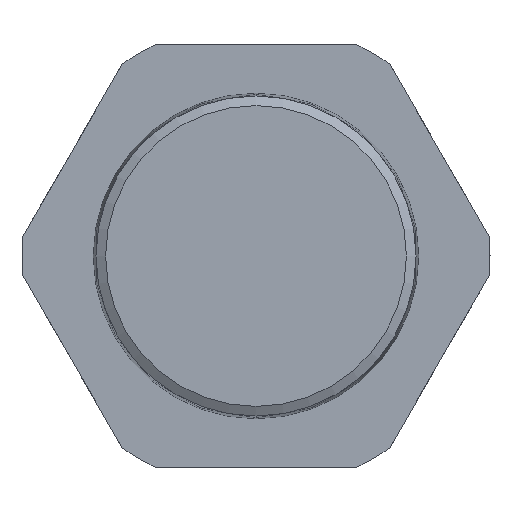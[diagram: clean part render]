
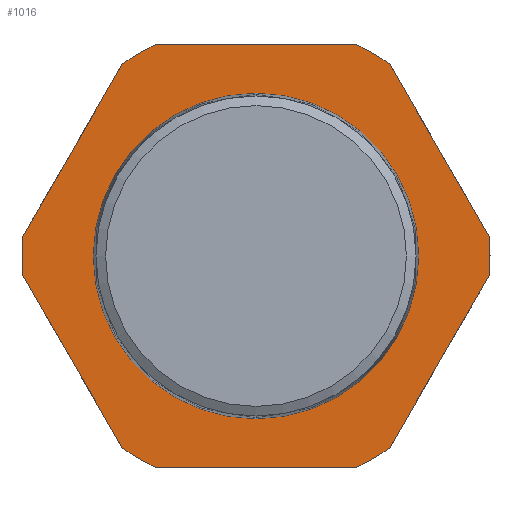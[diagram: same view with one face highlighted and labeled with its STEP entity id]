
A CAD part, front view. The second image highlights one B-rep face of the part: STEP entity #1016.
In plain terms, the highlighted planar face has unit normal (0, -1, 0).
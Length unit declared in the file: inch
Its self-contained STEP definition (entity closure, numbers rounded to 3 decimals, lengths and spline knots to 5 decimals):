
#90=FACE_BOUND('',#263,.T.);
#107=PLANE('',#1138);
#208=FACE_OUTER_BOUND('',#262,.T.);
#262=EDGE_LOOP('',(#911,#912,#913,#914,#915,#916,#917,#918,#919,#920,#921,
#922));
#263=EDGE_LOOP('',(#923,#924));
#292=LINE('',#1910,#333);
#294=LINE('',#1919,#335);
#298=LINE('',#1940,#339);
#300=LINE('',#1949,#341);
#304=LINE('',#1970,#345);
#306=LINE('',#1979,#347);
#333=VECTOR('',#1307,0.3937);
#335=VECTOR('',#1311,0.3937);
#339=VECTOR('',#1317,0.3937);
#341=VECTOR('',#1321,0.3937);
#345=VECTOR('',#1327,0.3937);
#347=VECTOR('',#1331,0.3937);
#353=CIRCLE('',#1044,1.4375);
#354=CIRCLE('',#1045,1.4375);
#388=CIRCLE('',#1114,2.06693);
#390=CIRCLE('',#1117,2.06693);
#392=CIRCLE('',#1120,2.06693);
#394=CIRCLE('',#1123,2.06693);
#395=CIRCLE('',#1125,2.06693);
#402=CIRCLE('',#1139,2.06693);
#413=VERTEX_POINT('',#1427);
#414=VERTEX_POINT('',#1428);
#479=VERTEX_POINT('',#1907);
#480=VERTEX_POINT('',#1909);
#482=VERTEX_POINT('',#1917);
#483=VERTEX_POINT('',#1918);
#489=VERTEX_POINT('',#1937);
#490=VERTEX_POINT('',#1939);
#492=VERTEX_POINT('',#1947);
#493=VERTEX_POINT('',#1948);
#499=VERTEX_POINT('',#1967);
#500=VERTEX_POINT('',#1969);
#502=VERTEX_POINT('',#1977);
#503=VERTEX_POINT('',#1978);
#514=EDGE_CURVE('',#413,#414,#353,.T.);
#515=EDGE_CURVE('',#414,#413,#354,.T.);
#606=EDGE_CURVE('',#480,#479,#292,.T.);
#609=EDGE_CURVE('',#482,#483,#294,.T.);
#616=EDGE_CURVE('',#490,#489,#298,.T.);
#619=EDGE_CURVE('',#492,#493,#300,.T.);
#626=EDGE_CURVE('',#500,#499,#304,.T.);
#629=EDGE_CURVE('',#502,#503,#306,.T.);
#635=EDGE_CURVE('',#502,#499,#388,.T.);
#637=EDGE_CURVE('',#500,#493,#390,.T.);
#639=EDGE_CURVE('',#492,#489,#392,.T.);
#641=EDGE_CURVE('',#490,#483,#394,.T.);
#642=EDGE_CURVE('',#480,#503,#395,.T.);
#650=EDGE_CURVE('',#482,#479,#402,.T.);
#911=ORIENTED_EDGE('',*,*,#606,.T.);
#912=ORIENTED_EDGE('',*,*,#650,.F.);
#913=ORIENTED_EDGE('',*,*,#609,.T.);
#914=ORIENTED_EDGE('',*,*,#641,.F.);
#915=ORIENTED_EDGE('',*,*,#616,.T.);
#916=ORIENTED_EDGE('',*,*,#639,.F.);
#917=ORIENTED_EDGE('',*,*,#619,.T.);
#918=ORIENTED_EDGE('',*,*,#637,.F.);
#919=ORIENTED_EDGE('',*,*,#626,.T.);
#920=ORIENTED_EDGE('',*,*,#635,.F.);
#921=ORIENTED_EDGE('',*,*,#629,.T.);
#922=ORIENTED_EDGE('',*,*,#642,.F.);
#923=ORIENTED_EDGE('',*,*,#514,.T.);
#924=ORIENTED_EDGE('',*,*,#515,.T.);
#1016=ADVANCED_FACE('',(#208,#90),#107,.T.);
#1044=AXIS2_PLACEMENT_3D('',#1429,#1160,#1161);
#1045=AXIS2_PLACEMENT_3D('',#1430,#1162,#1163);
#1114=AXIS2_PLACEMENT_3D('',#1993,#1338,#1339);
#1117=AXIS2_PLACEMENT_3D('',#1996,#1344,#1345);
#1120=AXIS2_PLACEMENT_3D('',#1999,#1350,#1351);
#1123=AXIS2_PLACEMENT_3D('',#2002,#1356,#1357);
#1125=AXIS2_PLACEMENT_3D('',#2004,#1360,#1361);
#1138=AXIS2_PLACEMENT_3D('',#2018,#1387,#1388);
#1139=AXIS2_PLACEMENT_3D('',#2019,#1389,#1390);
#1160=DIRECTION('center_axis',(0.,1.,0.));
#1161=DIRECTION('ref_axis',(1.,0.,0.));
#1162=DIRECTION('center_axis',(0.,1.,0.));
#1163=DIRECTION('ref_axis',(1.,0.,0.));
#1307=DIRECTION('',(-1.,0.,0.));
#1311=DIRECTION('',(-0.5,0.,-0.866));
#1317=DIRECTION('',(0.5,0.,-0.866));
#1321=DIRECTION('',(1.,0.,0.));
#1327=DIRECTION('',(0.5,0.,0.866));
#1331=DIRECTION('',(-0.5,0.,0.866));
#1338=DIRECTION('center_axis',(0.,1.,0.));
#1339=DIRECTION('ref_axis',(1.,0.,0.));
#1344=DIRECTION('center_axis',(0.,1.,0.));
#1345=DIRECTION('ref_axis',(1.,0.,0.));
#1350=DIRECTION('center_axis',(0.,1.,0.));
#1351=DIRECTION('ref_axis',(1.,0.,0.));
#1356=DIRECTION('center_axis',(0.,1.,0.));
#1357=DIRECTION('ref_axis',(1.,0.,0.));
#1360=DIRECTION('center_axis',(0.,1.,0.));
#1361=DIRECTION('ref_axis',(1.,0.,0.));
#1387=DIRECTION('center_axis',(0.,-1.,0.));
#1388=DIRECTION('ref_axis',(0.,0.,-1.));
#1389=DIRECTION('center_axis',(0.,1.,0.));
#1390=DIRECTION('ref_axis',(1.,0.,0.));
#1427=CARTESIAN_POINT('',(1.4375,0.82677,0.));
#1428=CARTESIAN_POINT('',(0.,0.82677,-1.4375));
#1429=CARTESIAN_POINT('Origin',(0.,0.82677,0.));
#1430=CARTESIAN_POINT('Origin',(0.,0.82677,0.));
#1907=CARTESIAN_POINT('',(-0.88034,0.82677,1.87008));
#1909=CARTESIAN_POINT('',(0.88034,0.82677,1.87008));
#1910=CARTESIAN_POINT('',(1.31628,0.82677,1.87008));
#1917=CARTESIAN_POINT('',(-1.17936,0.82677,1.69744));
#1918=CARTESIAN_POINT('',(-2.05971,0.82677,0.17264));
#1919=CARTESIAN_POINT('',(-1.18042,0.82677,1.6956));
#1937=CARTESIAN_POINT('',(-1.17936,0.82677,-1.69744));
#1939=CARTESIAN_POINT('',(-2.05971,0.82677,-0.17264));
#1940=CARTESIAN_POINT('',(-1.62059,0.82677,-0.93321));
#1947=CARTESIAN_POINT('',(-0.88034,0.82677,-1.87008));
#1948=CARTESIAN_POINT('',(0.88034,0.82677,-1.87008));
#1949=CARTESIAN_POINT('',(0.43594,0.82677,-1.87008));
#1967=CARTESIAN_POINT('',(2.05971,0.82677,-0.17264));
#1969=CARTESIAN_POINT('',(1.17936,0.82677,-1.69744));
#1970=CARTESIAN_POINT('',(1.61848,0.82677,-0.93687));
#1977=CARTESIAN_POINT('',(2.05971,0.82677,0.17264));
#1978=CARTESIAN_POINT('',(1.17936,0.82677,1.69744));
#1979=CARTESIAN_POINT('',(2.05865,0.82677,0.17447));
#1993=CARTESIAN_POINT('Origin',(0.,0.82677,0.));
#1996=CARTESIAN_POINT('Origin',(0.,0.82677,0.));
#1999=CARTESIAN_POINT('Origin',(0.,0.82677,0.));
#2002=CARTESIAN_POINT('Origin',(0.,0.82677,0.));
#2004=CARTESIAN_POINT('Origin',(0.,0.82677,0.));
#2018=CARTESIAN_POINT('Origin',(1.75221,0.82677,0.));
#2019=CARTESIAN_POINT('Origin',(0.,0.82677,0.));
